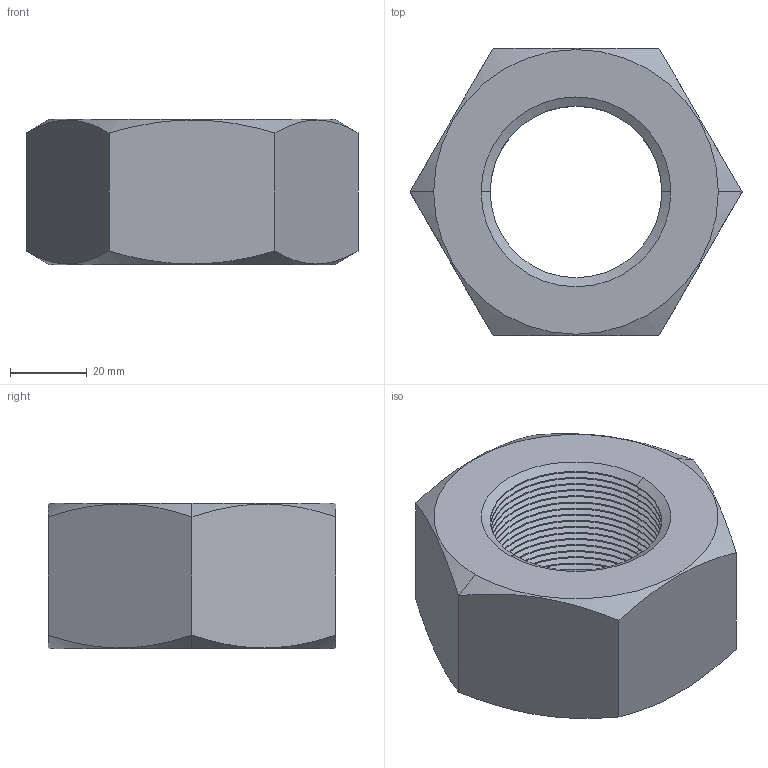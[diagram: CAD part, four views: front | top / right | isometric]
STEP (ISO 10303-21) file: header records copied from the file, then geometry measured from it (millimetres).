
FILE_DESCRIPTION (( 'STEP AP214' ), '1' );
FILE_NAME ('M48-B.STEP', '2021-10-17T16:49:58', ( 'China' ), ( 'Home' ), 'SwSTEP 2.0', 'SolidWorks 2018', '' );
FILE_SCHEMA (( 'AUTOMOTIVE_DESIGN' ));
Length unit declared in the file: millimetre
Products named in the file (1): M48-B
Bounding box: 86.6 x 75 x 38 mm (x, y, z)
Volume: 120808.2 mm3; surface area: 25321.6 mm2
Topology: 1 solids, 1 shells, 124 faces, 252 edges, 130 vertices
Faces by surface type: cone 80, cylinder 36, plane 8
Entity records: 3320 total; most frequent: CARTESIAN_POINT 671, DIRECTION 608, ORIENTED_EDGE 504, EDGE_CURVE 252, AXIS2_PLACEMENT_3D 243, VERTEX_POINT 130, EDGE_LOOP 126, FACE_OUTER_BOUND 124
